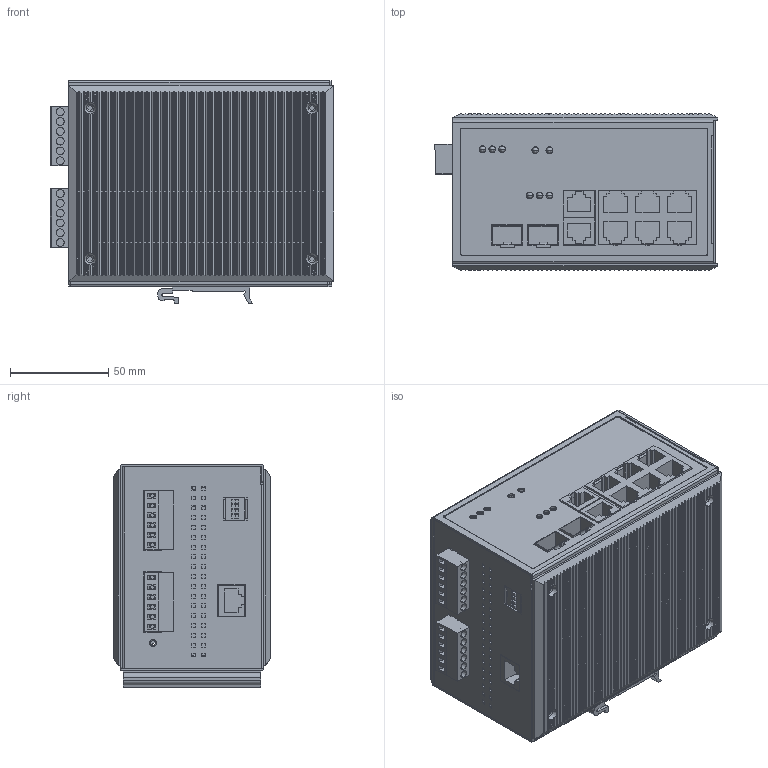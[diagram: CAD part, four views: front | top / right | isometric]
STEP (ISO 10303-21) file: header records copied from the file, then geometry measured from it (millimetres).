
FILE_DESCRIPTION((''),'2;1');
FILE_NAME('EDS-510A_NEW_ASM','2017-10-26T',('Dacia_Yao'),('PTC'),'PRO/ENGINEER BY PARAMETRIC TECHNOLOGY CORPORATION, 2013230','PRO/ENGINEER BY PARAMETRIC TECHNOLOGY CORPORATION, 2013230','');
FILE_SCHEMA(('AUTOMOTIVE_DESIGN { 1 0 10303 214 1 1 1 1 }'));
Products named in the file (27): EDS-510_M-B_3G; RJ45-1; DIP_SEITCH_8PIN; RJ45; SFP; EDS-510_M-B_ASM; EDS-510_M-B-2; 1111000003000_TERMINAL_M_6P; LED4X2; KTL-34GE-1; PCB-TERMINAL_PCB-2; EDS-510_M-B-2_ASM; EDS-510_M-B-1; RJ45_8P8C; LED4X2-1; EDS-510A_MYLAR; TAFG1-12WQR_RESET_ASM_ASM; EDS-510_M-B-1_ASM; EDS-510_PCB-ASSY_ASM; EDS-510_BUTTON-COVER-1; EDS-510A_BRACKET; EDS-510A_UPPER-COVER-1G2B; 1111000003100_TERMINAL_FM_6P; EDS-508_LEFT-ALMINUM; EDS-508_RIGHT-ALMINUM; DIN_RAIL-KIT2; EDS-510A_NEW_ASM
Assembly tree (31 placements, depth 4):
  EDS-510A_NEW_ASM
    EDS-510_PCB-ASSY_ASM
      EDS-510_M-B_ASM
        EDS-510_M-B_3G
        RJ45-1
        DIP_SEITCH_8PIN
        RJ45
        SFP  x2
      EDS-510_M-B-2_ASM
        EDS-510_M-B-2
        1111000003000_TERMINAL_M_6P  x2
        LED4X2
        KTL-34GE-1  x2
        PCB-TERMINAL_PCB-2
      EDS-510_M-B-1_ASM
        EDS-510_M-B-1
        RJ45_8P8C
        RJ45
        LED4X2-1
        EDS-510A_MYLAR
        TAFG1-12WQR_RESET_ASM_ASM
    EDS-510_BUTTON-COVER-1
    EDS-510A_BRACKET
    EDS-510A_UPPER-COVER-1G2B
    1111000003100_TERMINAL_FM_6P  x2
    EDS-508_LEFT-ALMINUM
    EDS-508_RIGHT-ALMINUM
    DIN_RAIL-KIT2
Bounding box: 144.25 x 80.18 x 114 mm (x, y, z)
Volume: 272587.4 mm3; surface area: 321427.5 mm2
Topology: 35 solids, 35 shells, 3194 faces, 8298 edges, 5399 vertices
Faces by surface type: plane 1967, cylinder 1099, torus 68, cone 40, bspline 20
Entity records: 110820 total; most frequent: CARTESIAN_POINT 18219, ORIENTED_EDGE 15604, DIRECTION 14952, EDGE_CURVE 7802, VECTOR 5398, LINE 5398, VERTEX_POINT 5073, AXIS2_PLACEMENT_3D 4777
